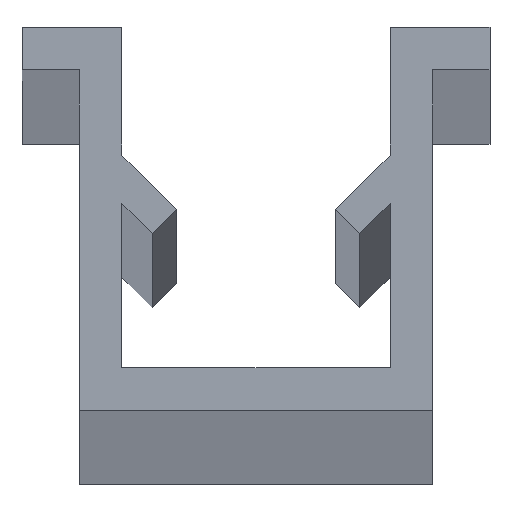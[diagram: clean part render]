
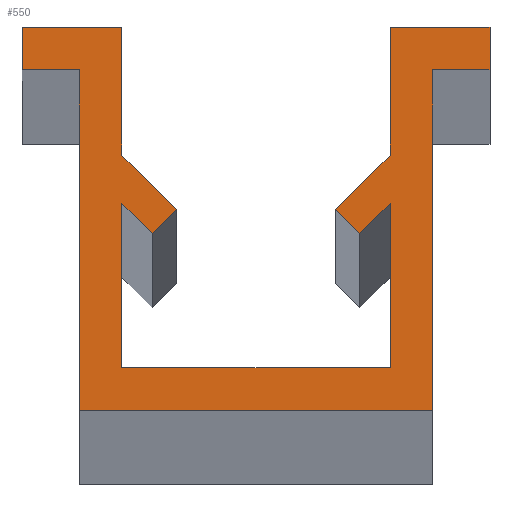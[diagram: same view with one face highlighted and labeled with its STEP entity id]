
A CAD part, top view. The second image highlights one B-rep face of the part: STEP entity #550.
In plain terms, the highlighted planar face has unit normal (0, 0, 1).
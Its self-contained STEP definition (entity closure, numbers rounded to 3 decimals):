
#6 = CARTESIAN_POINT ( 'NONE',  ( 1.877, 4.727, 1000. ) ) ;
#8 = VERTEX_POINT ( 'NONE', #242 ) ;
#19 = EDGE_CURVE ( 'NONE', #718, #294, #351, .T. ) ;
#25 = CARTESIAN_POINT ( 'NONE',  ( 5.5, 9., 1000. ) ) ;
#27 = EDGE_CURVE ( 'NONE', #494, #662, #184, .T. ) ;
#29 = EDGE_CURVE ( 'NONE', #161, #612, #711, .T. ) ;
#30 = VERTEX_POINT ( 'NONE', #48 ) ;
#35 = DIRECTION ( 'NONE',  ( 0.707, -0.707, 0. ) ) ;
#48 = CARTESIAN_POINT ( 'NONE',  ( -3.15, 6., 1000. ) ) ;
#59 = VERTEX_POINT ( 'NONE', #126 ) ;
#60 = DIRECTION ( 'NONE',  ( 0., 1., 0. ) ) ;
#61 = VECTOR ( 'NONE', #487, 1000. ) ;
#66 = CARTESIAN_POINT ( 'NONE',  ( 3.15, 6., 1000. ) ) ;
#68 = VECTOR ( 'NONE', #572, 1000. ) ;
#75 = VECTOR ( 'NONE', #458, 1000. ) ;
#77 = CARTESIAN_POINT ( 'NONE',  ( -2.443, 4.162, 1000. ) ) ;
#82 = ORIENTED_EDGE ( 'NONE', *, *, #733, .T. ) ;
#84 = EDGE_CURVE ( 'NONE', #661, #642, #472, .T. ) ;
#88 = VECTOR ( 'NONE', #374, 1000. ) ;
#90 = CARTESIAN_POINT ( 'NONE',  ( -1.877, 4.727, 1000. ) ) ;
#94 = ORIENTED_EDGE ( 'NONE', *, *, #669, .T. ) ;
#96 = VERTEX_POINT ( 'NONE', #520 ) ;
#99 = CARTESIAN_POINT ( 'NONE',  ( -3.15, 4.869, 1000. ) ) ;
#113 = VERTEX_POINT ( 'NONE', #406 ) ;
#114 = CARTESIAN_POINT ( 'NONE',  ( 3.15, 4.869, 1000. ) ) ;
#115 = LINE ( 'NONE', #348, #687 ) ;
#119 = ORIENTED_EDGE ( 'NONE', *, *, #19, .T. ) ;
#123 = ORIENTED_EDGE ( 'NONE', *, *, #688, .T. ) ;
#124 = EDGE_CURVE ( 'NONE', #642, #465, #115, .T. ) ;
#125 = DIRECTION ( 'NONE',  ( 0., 0., 1. ) ) ;
#126 = CARTESIAN_POINT ( 'NONE',  ( 5.5, 9., 1000. ) ) ;
#131 = PLANE ( 'NONE',  #258 ) ;
#141 = EDGE_CURVE ( 'NONE', #96, #494, #721, .T. ) ;
#142 = CARTESIAN_POINT ( 'NONE',  ( -3.15, 9., 1000. ) ) ;
#146 = DIRECTION ( 'NONE',  ( 0., 1., 0. ) ) ;
#153 = ORIENTED_EDGE ( 'NONE', *, *, #141, .T. ) ;
#160 = LINE ( 'NONE', #570, #75 ) ;
#161 = VERTEX_POINT ( 'NONE', #432 ) ;
#164 = CARTESIAN_POINT ( 'NONE',  ( -5.5, 9., 1000. ) ) ;
#168 = EDGE_CURVE ( 'NONE', #358, #30, #372, .T. ) ;
#175 = CARTESIAN_POINT ( 'NONE',  ( -3.15, 4.869, 1000. ) ) ;
#181 = CARTESIAN_POINT ( 'NONE',  ( -4.15, 0., 1000. ) ) ;
#184 = LINE ( 'NONE', #409, #68 ) ;
#196 = VECTOR ( 'NONE', #216, 1000. ) ;
#198 = VECTOR ( 'NONE', #315, 1000. ) ;
#200 = ORIENTED_EDGE ( 'NONE', *, *, #124, .T. ) ;
#201 = CARTESIAN_POINT ( 'NONE',  ( -3.15, 1., 1000. ) ) ;
#207 = VECTOR ( 'NONE', #291, 1000. ) ;
#210 = EDGE_CURVE ( 'NONE', #294, #558, #601, .T. ) ;
#216 = DIRECTION ( 'NONE',  ( 0.707, 0.707, 0. ) ) ;
#219 = LINE ( 'NONE', #618, #282 ) ;
#220 = ORIENTED_EDGE ( 'NONE', *, *, #84, .T. ) ;
#222 = VECTOR ( 'NONE', #35, 1000. ) ;
#233 = VECTOR ( 'NONE', #337, 1000. ) ;
#235 = ORIENTED_EDGE ( 'NONE', *, *, #405, .T. ) ;
#236 = CARTESIAN_POINT ( 'NONE',  ( 3.15, 1., 1000. ) ) ;
#241 = CARTESIAN_POINT ( 'NONE',  ( -5.5, 8., 1000. ) ) ;
#242 = CARTESIAN_POINT ( 'NONE',  ( 3.15, 9., 1000. ) ) ;
#245 = LINE ( 'NONE', #181, #450 ) ;
#249 = ORIENTED_EDGE ( 'NONE', *, *, #168, .T. ) ;
#257 = CARTESIAN_POINT ( 'NONE',  ( 2.443, 4.162, 1000. ) ) ;
#258 = AXIS2_PLACEMENT_3D ( 'NONE', #295, #125, #422 ) ;
#260 = DIRECTION ( 'NONE',  ( -1., 0., 0. ) ) ;
#265 = DIRECTION ( 'NONE',  ( 0., 1., 0. ) ) ;
#267 = LINE ( 'NONE', #201, #88 ) ;
#279 = CARTESIAN_POINT ( 'NONE',  ( -3.15, 9., 1000. ) ) ;
#280 = ORIENTED_EDGE ( 'NONE', *, *, #461, .T. ) ;
#282 = VECTOR ( 'NONE', #146, 1000. ) ;
#291 = DIRECTION ( 'NONE',  ( 1., 0., 0. ) ) ;
#293 = CARTESIAN_POINT ( 'NONE',  ( -5.5, 8., 1000. ) ) ;
#294 = VERTEX_POINT ( 'NONE', #99 ) ;
#295 = CARTESIAN_POINT ( 'NONE',  ( 0., 0., 1000. ) ) ;
#297 = ORIENTED_EDGE ( 'NONE', *, *, #354, .T. ) ;
#307 = EDGE_CURVE ( 'NONE', #537, #335, #496, .T. ) ;
#315 = DIRECTION ( 'NONE',  ( -0.707, 0.707, 0. ) ) ;
#323 = CARTESIAN_POINT ( 'NONE',  ( 5.5, 8., 1000. ) ) ;
#328 = ORIENTED_EDGE ( 'NONE', *, *, #656, .T. ) ;
#335 = VERTEX_POINT ( 'NONE', #323 ) ;
#337 = DIRECTION ( 'NONE',  ( -1., 0., 0. ) ) ;
#338 = ORIENTED_EDGE ( 'NONE', *, *, #29, .T. ) ;
#348 = CARTESIAN_POINT ( 'NONE',  ( -4.15, 8., 1000. ) ) ;
#351 = LINE ( 'NONE', #175, #393 ) ;
#352 = ORIENTED_EDGE ( 'NONE', *, *, #594, .T. ) ;
#354 = EDGE_CURVE ( 'NONE', #30, #425, #557, .T. ) ;
#358 = VERTEX_POINT ( 'NONE', #90 ) ;
#360 = CARTESIAN_POINT ( 'NONE',  ( -2.443, 4.162, 1000. ) ) ;
#366 = VECTOR ( 'NONE', #265, 1000. ) ;
#369 = EDGE_CURVE ( 'NONE', #335, #59, #219, .T. ) ;
#371 = CARTESIAN_POINT ( 'NONE',  ( 1.877, 4.727, 1000. ) ) ;
#372 = LINE ( 'NONE', #679, #198 ) ;
#374 = DIRECTION ( 'NONE',  ( -1., 0., 0. ) ) ;
#375 = DIRECTION ( 'NONE',  ( 1., 0., 0. ) ) ;
#393 = VECTOR ( 'NONE', #715, 1000. ) ;
#405 = EDGE_CURVE ( 'NONE', #558, #358, #696, .T. ) ;
#406 = CARTESIAN_POINT ( 'NONE',  ( -4.15, 0., 1000. ) ) ;
#409 = CARTESIAN_POINT ( 'NONE',  ( 3.15, 4.869, 1000. ) ) ;
#418 = DIRECTION ( 'NONE',  ( 0., -1., 0. ) ) ;
#422 = DIRECTION ( 'NONE',  ( 1., 0., 0. ) ) ;
#425 = VERTEX_POINT ( 'NONE', #142 ) ;
#432 = CARTESIAN_POINT ( 'NONE',  ( 3.15, 6., 1000. ) ) ;
#445 = CARTESIAN_POINT ( 'NONE',  ( -1.877, 4.727, 1000. ) ) ;
#446 = ORIENTED_EDGE ( 'NONE', *, *, #728, .T. ) ;
#450 = VECTOR ( 'NONE', #418, 1000. ) ;
#456 = EDGE_CURVE ( 'NONE', #425, #661, #759, .T. ) ;
#458 = DIRECTION ( 'NONE',  ( 0., -1., 0. ) ) ;
#460 = ORIENTED_EDGE ( 'NONE', *, *, #307, .T. ) ;
#461 = EDGE_CURVE ( 'NONE', #8, #161, #160, .T. ) ;
#465 = VERTEX_POINT ( 'NONE', #636 ) ;
#472 = LINE ( 'NONE', #293, #643 ) ;
#474 = CARTESIAN_POINT ( 'NONE',  ( -5.5, 9., 1000. ) ) ;
#477 = CARTESIAN_POINT ( 'NONE',  ( 4.15, 0., 1000. ) ) ;
#481 = EDGE_LOOP ( 'NONE', ( #94, #328, #352, #460, #561, #82, #280, #338, #123, #153, #709, #446, #119, #556, #235, #249, #297, #758, #220, #200 ) ) ;
#482 = CARTESIAN_POINT ( 'NONE',  ( 4.15, 0., 1000. ) ) ;
#485 = CARTESIAN_POINT ( 'NONE',  ( 4.15, 8., 1000. ) ) ;
#487 = DIRECTION ( 'NONE',  ( 0.707, -0.707, 0. ) ) ;
#493 = DIRECTION ( 'NONE',  ( 0.707, 0.707, 0. ) ) ;
#494 = VERTEX_POINT ( 'NONE', #114 ) ;
#496 = LINE ( 'NONE', #746, #705 ) ;
#511 = VECTOR ( 'NONE', #260, 1000. ) ;
#520 = CARTESIAN_POINT ( 'NONE',  ( 2.443, 4.162, 1000. ) ) ;
#523 = DIRECTION ( 'NONE',  ( 1., 0., 0. ) ) ;
#537 = VERTEX_POINT ( 'NONE', #485 ) ;
#539 = LINE ( 'NONE', #477, #727 ) ;
#550 = ADVANCED_FACE ( 'NONE', ( #714 ), #131, .T. ) ;
#554 = LINE ( 'NONE', #25, #511 ) ;
#556 = ORIENTED_EDGE ( 'NONE', *, *, #210, .T. ) ;
#557 = LINE ( 'NONE', #279, #366 ) ;
#558 = VERTEX_POINT ( 'NONE', #360 ) ;
#559 = CARTESIAN_POINT ( 'NONE',  ( 4.15, 0., 1000. ) ) ;
#561 = ORIENTED_EDGE ( 'NONE', *, *, #369, .T. ) ;
#570 = CARTESIAN_POINT ( 'NONE',  ( 3.15, 9., 1000. ) ) ;
#572 = DIRECTION ( 'NONE',  ( 0., -1., 0. ) ) ;
#576 = DIRECTION ( 'NONE',  ( -0.707, -0.707, 0. ) ) ;
#592 = LINE ( 'NONE', #482, #207 ) ;
#593 = VECTOR ( 'NONE', #576, 1000. ) ;
#594 = EDGE_CURVE ( 'NONE', #699, #537, #539, .T. ) ;
#601 = LINE ( 'NONE', #77, #61 ) ;
#604 = VECTOR ( 'NONE', #493, 1000. ) ;
#609 = LINE ( 'NONE', #371, #222 ) ;
#612 = VERTEX_POINT ( 'NONE', #6 ) ;
#618 = CARTESIAN_POINT ( 'NONE',  ( 5.5, 8., 1000. ) ) ;
#636 = CARTESIAN_POINT ( 'NONE',  ( -4.15, 8., 1000. ) ) ;
#642 = VERTEX_POINT ( 'NONE', #241 ) ;
#643 = VECTOR ( 'NONE', #653, 1000. ) ;
#653 = DIRECTION ( 'NONE',  ( 0., -1., 0. ) ) ;
#656 = EDGE_CURVE ( 'NONE', #113, #699, #592, .T. ) ;
#661 = VERTEX_POINT ( 'NONE', #474 ) ;
#662 = VERTEX_POINT ( 'NONE', #236 ) ;
#669 = EDGE_CURVE ( 'NONE', #465, #113, #245, .T. ) ;
#679 = CARTESIAN_POINT ( 'NONE',  ( -3.15, 6., 1000. ) ) ;
#687 = VECTOR ( 'NONE', #523, 1000. ) ;
#688 = EDGE_CURVE ( 'NONE', #612, #96, #609, .T. ) ;
#696 = LINE ( 'NONE', #445, #196 ) ;
#699 = VERTEX_POINT ( 'NONE', #559 ) ;
#705 = VECTOR ( 'NONE', #375, 1000. ) ;
#709 = ORIENTED_EDGE ( 'NONE', *, *, #27, .T. ) ;
#711 = LINE ( 'NONE', #66, #593 ) ;
#714 = FACE_OUTER_BOUND ( 'NONE', #481, .T. ) ;
#715 = DIRECTION ( 'NONE',  ( 0., 1., 0. ) ) ;
#718 = VERTEX_POINT ( 'NONE', #725 ) ;
#721 = LINE ( 'NONE', #257, #604 ) ;
#725 = CARTESIAN_POINT ( 'NONE',  ( -3.15, 1., 1000. ) ) ;
#727 = VECTOR ( 'NONE', #60, 1000. ) ;
#728 = EDGE_CURVE ( 'NONE', #662, #718, #267, .T. ) ;
#733 = EDGE_CURVE ( 'NONE', #59, #8, #554, .T. ) ;
#746 = CARTESIAN_POINT ( 'NONE',  ( 4.15, 8., 1000. ) ) ;
#758 = ORIENTED_EDGE ( 'NONE', *, *, #456, .T. ) ;
#759 = LINE ( 'NONE', #164, #233 ) ;
